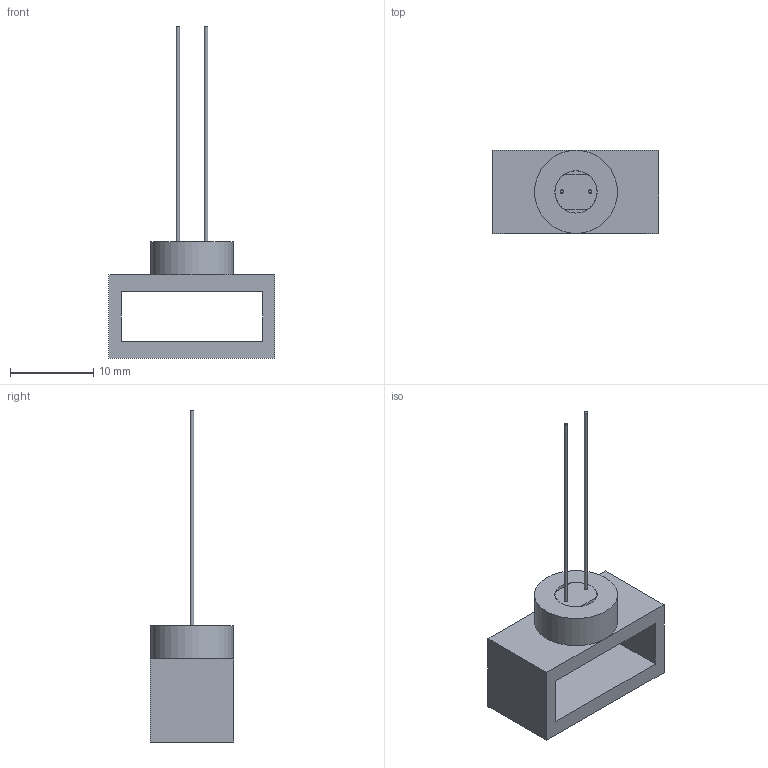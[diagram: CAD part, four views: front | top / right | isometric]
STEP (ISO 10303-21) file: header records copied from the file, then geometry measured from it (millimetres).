
FILE_DESCRIPTION(/* description */ ('STEP AP214'),/* implementation_level */ '2;1');
FILE_NAME(/* name */ 'LDR Sleeve.step',/* time_stamp */ '2025-07-29T00:59:49-04:00',/* author */ (''),/* organization */ (''),/* preprocessor_version */ 'ST-DEVELOPER v20.1',/* originating_system */ 'Autodesk Translation Framework v14.10.0.0',/* authorisation */ '');
FILE_SCHEMA (('AUTOMOTIVE_DESIGN { 1 0 10303 214 3 1 1 }'));
Length unit declared in the file: millimetre
Products named in the file (1): PDV-P8103
Bounding box: 20 x 10 x 40 mm (x, y, z)
Volume: 1222.9 mm3; surface area: 1623.4 mm2
Topology: 8 solids, 8 shells, 136 faces, 340 edges, 226 vertices
Faces by surface type: plane 118, cylinder 18
Full cylindrical faces by diameter (mm): 0.4 x2, 0.55 x4, 0.75 x4, 5.1 x1, 10 x1
Entity records: 4122 total; most frequent: CARTESIAN_POINT 703, ORIENTED_EDGE 680, DIRECTION 652, EDGE_CURVE 340, LINE 302, VECTOR 302, VERTEX_POINT 226, AXIS2_PLACEMENT_3D 175
